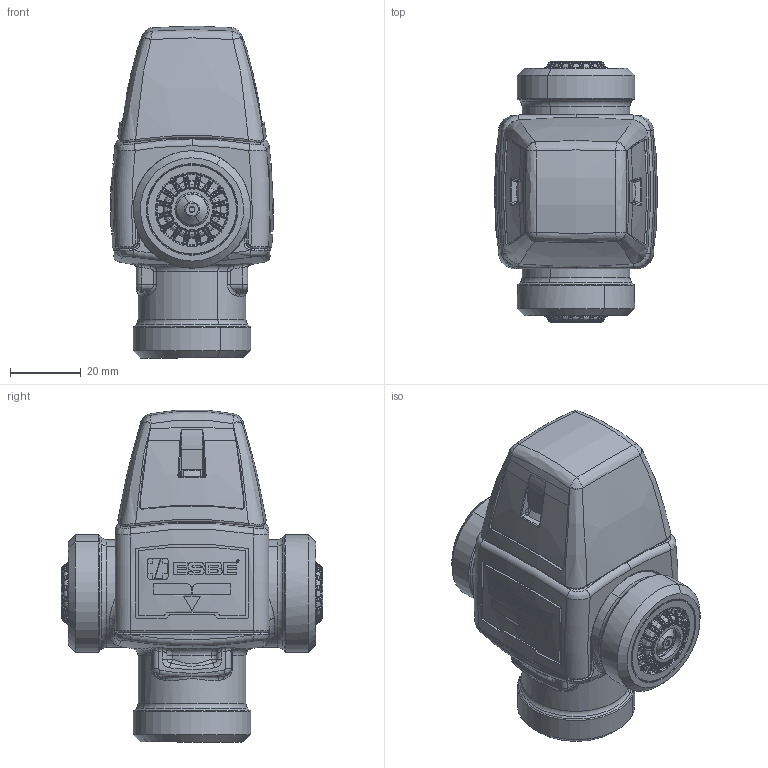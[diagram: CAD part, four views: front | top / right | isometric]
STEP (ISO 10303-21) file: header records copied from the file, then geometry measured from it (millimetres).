
FILE_DESCRIPTION(('CATIA V5 STEP Exchange'),'2;1');
FILE_NAME('VTA352 G1 CV.stp','2014-10-22T13:23:34+00:00',('none'),('none'),'CATIA Version 5 Release 20 SP 6 (IN-10)','CATIA V5 STEP AP203','none');
FILE_SCHEMA(('CONFIG_CONTROL_DESIGN'));
Length unit declared in the file: millimetre
Products named in the file (1): 2706s7_AllCATPart
Bounding box: 46.1 x 74 x 93.88 mm (x, y, z)
Volume: 114271.1 mm3; surface area: 44175.8 mm2
Topology: 1 solids, 7 shells, 5361 faces, 13826 edges, 8378 vertices
Faces by surface type: plane 2033, bspline 1222, cylinder 743, torus 691, sphere 322, cone 262, revolution 88
Entity records: 214020 total; most frequent: CARTESIAN_POINT 108492, ORIENTED_EDGE 27106, EDGE_CURVE 13553, DIRECTION 12500, VERTEX_POINT 8378, B_SPLINE_CURVE_WITH_KNOTS 7553, AXIS2_PLACEMENT_3D 6062, EDGE_LOOP 5559
